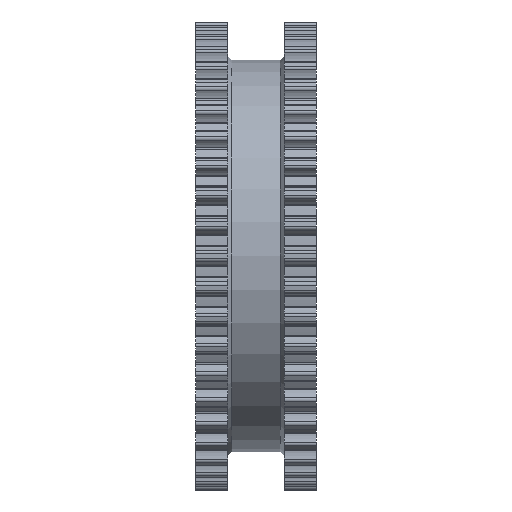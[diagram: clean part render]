
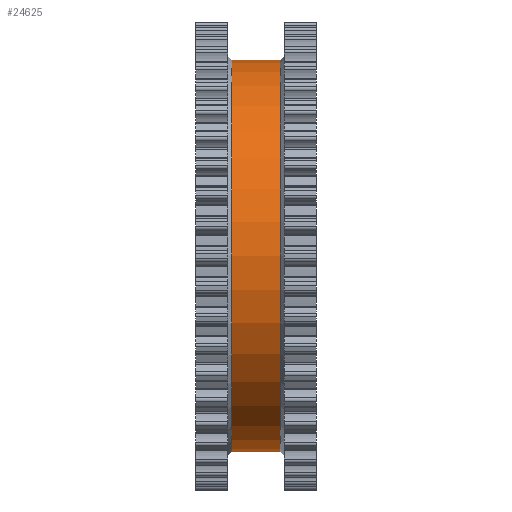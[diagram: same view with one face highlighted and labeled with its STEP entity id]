
A CAD part, left-side view. The second image highlights one B-rep face of the part: STEP entity #24625.
In plain terms, the highlighted cylindrical face has radius 48.97 mm (diameter 97.94 mm), a partial arc.
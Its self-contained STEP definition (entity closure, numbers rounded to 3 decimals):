
#37 = CARTESIAN_POINT ( 'NONE',  ( 0., 23., -48.97 ) ) ;
#631 = ORIENTED_EDGE ( 'NONE', *, *, #9624, .F. ) ;
#660 = CARTESIAN_POINT ( 'NONE',  ( 0., 23., 48.97 ) ) ;
#704 = DIRECTION ( 'NONE',  ( 0., 0., -1. ) ) ;
#841 = CYLINDRICAL_SURFACE ( 'NONE', #4217, 48.97 ) ;
#1980 = VERTEX_POINT ( 'NONE', #24272 ) ;
#2930 = CARTESIAN_POINT ( 'NONE',  ( 0., 2., 0. ) ) ;
#3273 = AXIS2_PLACEMENT_3D ( 'NONE', #5628, #10208, #19225 ) ;
#4081 = EDGE_CURVE ( 'NONE', #13285, #21423, #14141, .T. ) ;
#4217 = AXIS2_PLACEMENT_3D ( 'NONE', #2930, #10164, #704 ) ;
#4584 = CARTESIAN_POINT ( 'NONE',  ( 0., 2., 48.97 ) ) ;
#5594 = ORIENTED_EDGE ( 'NONE', *, *, #4081, .T. ) ;
#5628 = CARTESIAN_POINT ( 'NONE',  ( 0., 23., 0. ) ) ;
#9603 = EDGE_LOOP ( 'NONE', ( #631, #5594, #29062, #18127 ) ) ;
#9624 = EDGE_CURVE ( 'NONE', #13285, #1980, #27237, .T. ) ;
#10164 = DIRECTION ( 'NONE',  ( 0., -1., 0. ) ) ;
#10208 = DIRECTION ( 'NONE',  ( 0., -1., 0. ) ) ;
#11278 = CARTESIAN_POINT ( 'NONE',  ( 0., 2., -48.97 ) ) ;
#13285 = VERTEX_POINT ( 'NONE', #660 ) ;
#13605 = DIRECTION ( 'NONE',  ( 0., -1., 0. ) ) ;
#13757 = AXIS2_PLACEMENT_3D ( 'NONE', #18172, #16088, #27199 ) ;
#13999 = EDGE_CURVE ( 'NONE', #29204, #1980, #27485, .T. ) ;
#14141 = CIRCLE ( 'NONE', #3273, 48.97 ) ;
#15722 = DIRECTION ( 'NONE',  ( 0., -1., 0. ) ) ;
#16088 = DIRECTION ( 'NONE',  ( 0., 1., 0. ) ) ;
#18098 = LINE ( 'NONE', #11278, #19268 ) ;
#18127 = ORIENTED_EDGE ( 'NONE', *, *, #13999, .T. ) ;
#18172 = CARTESIAN_POINT ( 'NONE',  ( 0., 11., 0. ) ) ;
#19225 = DIRECTION ( 'NONE',  ( 0., 0., -1. ) ) ;
#19268 = VECTOR ( 'NONE', #15722, 1000. ) ;
#20813 = CARTESIAN_POINT ( 'NONE',  ( 0., 11., -48.97 ) ) ;
#21423 = VERTEX_POINT ( 'NONE', #37 ) ;
#22716 = EDGE_CURVE ( 'NONE', #21423, #29204, #18098, .T. ) ;
#24028 = VECTOR ( 'NONE', #13605, 1000. ) ;
#24272 = CARTESIAN_POINT ( 'NONE',  ( 0., 11., 48.97 ) ) ;
#24625 = ADVANCED_FACE ( 'NONE', ( #28097 ), #841, .T. ) ;
#27199 = DIRECTION ( 'NONE',  ( 0., 0., 1. ) ) ;
#27237 = LINE ( 'NONE', #4584, #24028 ) ;
#27485 = CIRCLE ( 'NONE', #13757, 48.97 ) ;
#28097 = FACE_OUTER_BOUND ( 'NONE', #9603, .T. ) ;
#29062 = ORIENTED_EDGE ( 'NONE', *, *, #22716, .T. ) ;
#29204 = VERTEX_POINT ( 'NONE', #20813 ) ;
